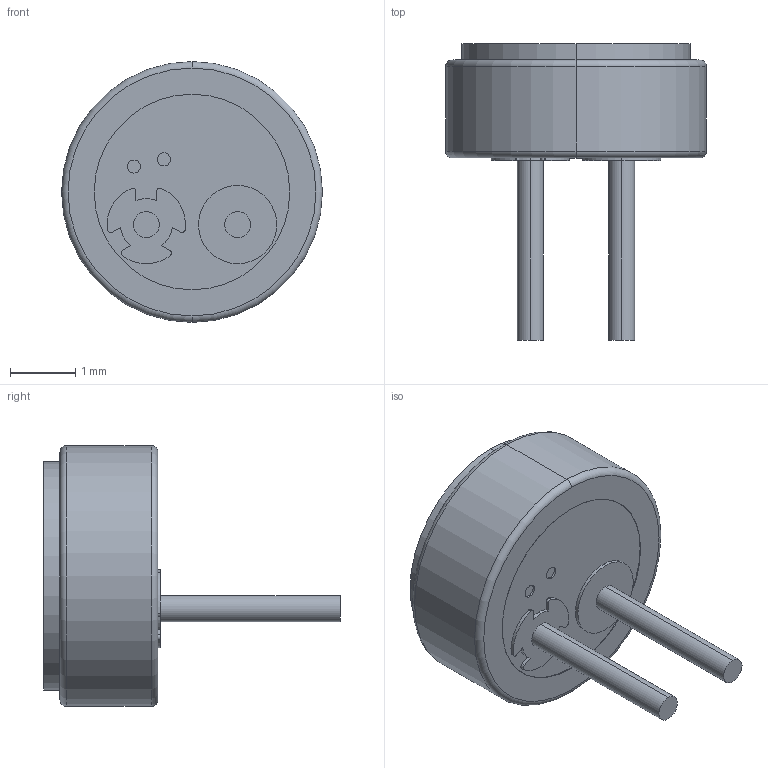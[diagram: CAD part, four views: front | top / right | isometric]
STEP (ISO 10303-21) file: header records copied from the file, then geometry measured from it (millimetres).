
FILE_DESCRIPTION (( 'STEP AP214' ), '1' );
FILE_NAME ('CUI_DEVICES_CMEJ-0415-42-LP.step', '2020-02-05T17:10:52', ( '' ), ( '' ), 'SwSTEP 2.0', 'SolidWorks 2019', '' );
FILE_SCHEMA (( 'AUTOMOTIVE_DESIGN' ));
Length unit declared in the file: inch
Products named in the file (1): CUI_DEVICES_CMEJ-0415-42-LP
Bounding box: 4 x 4.55 x 4 mm (x, y, z)
Volume: 21.9 mm3; surface area: 53.1 mm2
Topology: 1 solids, 1 shells, 51 faces, 119 edges, 78 vertices
Faces by surface type: cylinder 31, plane 16, torus 4
Entity records: 1661 total; most frequent: DIRECTION 293, CARTESIAN_POINT 249, ORIENTED_EDGE 238, AXIS2_PLACEMENT_3D 122, EDGE_CURVE 119, VERTEX_POINT 78, CIRCLE 70, EDGE_LOOP 59
